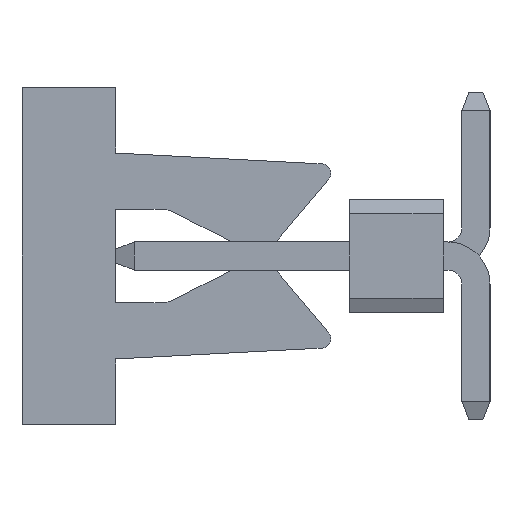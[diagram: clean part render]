
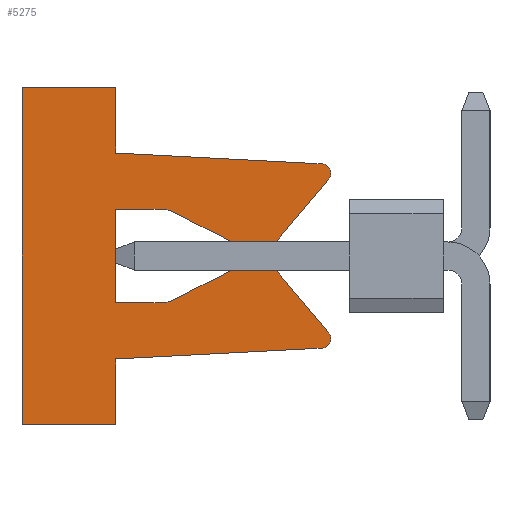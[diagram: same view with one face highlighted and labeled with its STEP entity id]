
A CAD part, left-side view. The second image highlights one B-rep face of the part: STEP entity #5275.
In plain terms, the highlighted planar face has unit normal (-1, 0, 0).
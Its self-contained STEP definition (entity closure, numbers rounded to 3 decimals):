
#5068=CARTESIAN_POINT('',(2.1,3.5,0.));
#5069=DIRECTION('',(0.,0.,-1.));
#5070=DIRECTION('',(-1.,-0.,-0.));
#5071=AXIS2_PLACEMENT_3D('',#5068,#5070,#5069);
#5072=PLANE('',#5071);
#5073=CARTESIAN_POINT('',(2.1,3.5,1.8));
#5074=VERTEX_POINT('',#5073);
#5075=CARTESIAN_POINT('',(2.1,4.5,1.8));
#5076=VERTEX_POINT('',#5075);
#5077=CARTESIAN_POINT('',(2.1,3.5,1.8));
#5078=DIRECTION('',(0.,1.,0.));
#5079=VECTOR('',#5078,1.);
#5080=LINE('',#5077,#5079);
#5081=EDGE_CURVE('',#5074,#5076,#5080,.T.);
#5082=ORIENTED_EDGE('',*,*,#5081,.T.);
#5083=CARTESIAN_POINT('',(2.1,4.5,-1.8));
#5084=VERTEX_POINT('',#5083);
#5085=CARTESIAN_POINT('',(2.1,4.5,1.8));
#5086=DIRECTION('',(0.,0.,-1.));
#5087=VECTOR('',#5086,3.6);
#5088=LINE('',#5085,#5087);
#5089=EDGE_CURVE('',#5076,#5084,#5088,.T.);
#5090=ORIENTED_EDGE('',*,*,#5089,.T.);
#5091=CARTESIAN_POINT('',(2.1,3.5,-1.8));
#5092=VERTEX_POINT('',#5091);
#5093=CARTESIAN_POINT('',(2.1,4.5,-1.8));
#5094=DIRECTION('',(0.,-1.,0.));
#5095=VECTOR('',#5094,1.);
#5096=LINE('',#5093,#5095);
#5097=EDGE_CURVE('',#5084,#5092,#5096,.T.);
#5098=ORIENTED_EDGE('',*,*,#5097,.T.);
#5099=CARTESIAN_POINT('',(2.1,3.5,-1.1));
#5100=VERTEX_POINT('',#5099);
#5101=CARTESIAN_POINT('',(2.1,3.5,-1.8));
#5102=DIRECTION('',(0.,0.,1.));
#5103=VECTOR('',#5102,0.7);
#5104=LINE('',#5101,#5103);
#5105=EDGE_CURVE('',#5092,#5100,#5104,.T.);
#5106=ORIENTED_EDGE('',*,*,#5105,.T.);
#5107=CARTESIAN_POINT('',(2.1,1.295,-0.984));
#5108=VERTEX_POINT('',#5107);
#5109=CARTESIAN_POINT('',(2.1,3.5,-1.1));
#5110=DIRECTION('',(0.,-0.999,0.052));
#5111=VECTOR('',#5110,2.208);
#5112=LINE('',#5109,#5111);
#5113=EDGE_CURVE('',#5100,#5108,#5112,.T.);
#5114=ORIENTED_EDGE('',*,*,#5113,.T.);
#5115=CARTESIAN_POINT('',(2.1,1.223,-0.82));
#5116=VERTEX_POINT('',#5115);
#5117=CARTESIAN_POINT('',(2.1,1.3,-0.885));
#5118=DIRECTION('',(0.,-0.052,-0.999));
#5119=DIRECTION('',(-1.,0.,0.));
#5120=AXIS2_PLACEMENT_3D('',#5117,#5119,#5118);
#5121=CIRCLE('',#5120,0.1);
#5122=EDGE_CURVE('',#5108,#5116,#5121,.T.);
#5123=ORIENTED_EDGE('',*,*,#5122,.T.);
#5124=CARTESIAN_POINT('',(2.1,1.759,-0.181));
#5125=VERTEX_POINT('',#5124);
#5126=CARTESIAN_POINT('',(2.1,1.223,-0.82));
#5127=DIRECTION('',(0.,0.643,0.766));
#5128=VECTOR('',#5127,0.834);
#5129=LINE('',#5126,#5128);
#5130=EDGE_CURVE('',#5116,#5125,#5129,.T.);
#5131=ORIENTED_EDGE('',*,*,#5130,.T.);
#5132=CARTESIAN_POINT('',(2.1,1.913,-0.11));
#5133=VERTEX_POINT('',#5132);
#5134=CARTESIAN_POINT('',(2.1,1.913,-0.31));
#5135=DIRECTION('',(0.,-0.766,0.643));
#5136=DIRECTION('',(-1.,0.,0.));
#5137=AXIS2_PLACEMENT_3D('',#5134,#5136,#5135);
#5138=CIRCLE('',#5137,0.2);
#5139=EDGE_CURVE('',#5125,#5133,#5138,.T.);
#5140=ORIENTED_EDGE('',*,*,#5139,.T.);
#5141=CARTESIAN_POINT('',(2.1,2.13,-0.11));
#5142=VERTEX_POINT('',#5141);
#5143=CARTESIAN_POINT('',(2.1,1.913,-0.11));
#5144=DIRECTION('',(0.,1.,0.));
#5145=VECTOR('',#5144,0.217);
#5146=LINE('',#5143,#5145);
#5147=EDGE_CURVE('',#5133,#5142,#5146,.T.);
#5148=ORIENTED_EDGE('',*,*,#5147,.T.);
#5149=CARTESIAN_POINT('',(2.1,2.221,-0.132));
#5150=VERTEX_POINT('',#5149);
#5151=CARTESIAN_POINT('',(2.1,2.13,-0.31));
#5152=DIRECTION('',(0.,0.,1.));
#5153=DIRECTION('',(-1.,0.,0.));
#5154=AXIS2_PLACEMENT_3D('',#5151,#5153,#5152);
#5155=CIRCLE('',#5154,0.2);
#5156=EDGE_CURVE('',#5142,#5150,#5155,.T.);
#5157=ORIENTED_EDGE('',*,*,#5156,.T.);
#5158=CARTESIAN_POINT('',(2.1,2.89,-0.473));
#5159=VERTEX_POINT('',#5158);
#5160=CARTESIAN_POINT('',(2.1,2.221,-0.132));
#5161=DIRECTION('',(0.,0.891,-0.454));
#5162=VECTOR('',#5161,0.751);
#5163=LINE('',#5160,#5162);
#5164=EDGE_CURVE('',#5150,#5159,#5163,.T.);
#5165=ORIENTED_EDGE('',*,*,#5164,.T.);
#5166=CARTESIAN_POINT('',(2.1,3.003,-0.5));
#5167=VERTEX_POINT('',#5166);
#5168=CARTESIAN_POINT('',(2.1,3.003,-0.25));
#5169=DIRECTION('',(0.,-0.454,-0.891));
#5170=DIRECTION('',(1.,0.,0.));
#5171=AXIS2_PLACEMENT_3D('',#5168,#5170,#5169);
#5172=CIRCLE('',#5171,0.25);
#5173=EDGE_CURVE('',#5159,#5167,#5172,.T.);
#5174=ORIENTED_EDGE('',*,*,#5173,.T.);
#5175=CARTESIAN_POINT('',(2.1,3.5,-0.5));
#5176=VERTEX_POINT('',#5175);
#5177=CARTESIAN_POINT('',(2.1,3.003,-0.5));
#5178=DIRECTION('',(0.,1.,0.));
#5179=VECTOR('',#5178,0.497);
#5180=LINE('',#5177,#5179);
#5181=EDGE_CURVE('',#5167,#5176,#5180,.T.);
#5182=ORIENTED_EDGE('',*,*,#5181,.T.);
#5183=CARTESIAN_POINT('',(2.1,3.5,0.5));
#5184=VERTEX_POINT('',#5183);
#5185=CARTESIAN_POINT('',(2.1,3.5,-0.5));
#5186=DIRECTION('',(0.,0.,1.));
#5187=VECTOR('',#5186,1.);
#5188=LINE('',#5185,#5187);
#5189=EDGE_CURVE('',#5176,#5184,#5188,.T.);
#5190=ORIENTED_EDGE('',*,*,#5189,.T.);
#5191=CARTESIAN_POINT('',(2.1,3.003,0.5));
#5192=VERTEX_POINT('',#5191);
#5193=CARTESIAN_POINT('',(2.1,3.5,0.5));
#5194=DIRECTION('',(0.,-1.,0.));
#5195=VECTOR('',#5194,0.497);
#5196=LINE('',#5193,#5195);
#5197=EDGE_CURVE('',#5184,#5192,#5196,.T.);
#5198=ORIENTED_EDGE('',*,*,#5197,.T.);
#5199=CARTESIAN_POINT('',(2.1,2.89,0.473));
#5200=VERTEX_POINT('',#5199);
#5201=CARTESIAN_POINT('',(2.1,3.003,0.25));
#5202=DIRECTION('',(0.,0.,1.));
#5203=DIRECTION('',(1.,0.,0.));
#5204=AXIS2_PLACEMENT_3D('',#5201,#5203,#5202);
#5205=CIRCLE('',#5204,0.25);
#5206=EDGE_CURVE('',#5192,#5200,#5205,.T.);
#5207=ORIENTED_EDGE('',*,*,#5206,.T.);
#5208=CARTESIAN_POINT('',(2.1,2.221,0.132));
#5209=VERTEX_POINT('',#5208);
#5210=CARTESIAN_POINT('',(2.1,2.89,0.473));
#5211=DIRECTION('',(0.,-0.891,-0.454));
#5212=VECTOR('',#5211,0.751);
#5213=LINE('',#5210,#5212);
#5214=EDGE_CURVE('',#5200,#5209,#5213,.T.);
#5215=ORIENTED_EDGE('',*,*,#5214,.T.);
#5216=CARTESIAN_POINT('',(2.1,2.13,0.11));
#5217=VERTEX_POINT('',#5216);
#5218=CARTESIAN_POINT('',(2.1,2.13,0.31));
#5219=DIRECTION('',(0.,0.454,-0.891));
#5220=DIRECTION('',(-1.,0.,0.));
#5221=AXIS2_PLACEMENT_3D('',#5218,#5220,#5219);
#5222=CIRCLE('',#5221,0.2);
#5223=EDGE_CURVE('',#5209,#5217,#5222,.T.);
#5224=ORIENTED_EDGE('',*,*,#5223,.T.);
#5225=CARTESIAN_POINT('',(2.1,1.913,0.11));
#5226=VERTEX_POINT('',#5225);
#5227=CARTESIAN_POINT('',(2.1,2.13,0.11));
#5228=DIRECTION('',(0.,-1.,0.));
#5229=VECTOR('',#5228,0.217);
#5230=LINE('',#5227,#5229);
#5231=EDGE_CURVE('',#5217,#5226,#5230,.T.);
#5232=ORIENTED_EDGE('',*,*,#5231,.T.);
#5233=CARTESIAN_POINT('',(2.1,1.759,0.181));
#5234=VERTEX_POINT('',#5233);
#5235=CARTESIAN_POINT('',(2.1,1.913,0.31));
#5236=DIRECTION('',(0.,0.,-1.));
#5237=DIRECTION('',(-1.,0.,0.));
#5238=AXIS2_PLACEMENT_3D('',#5235,#5237,#5236);
#5239=CIRCLE('',#5238,0.2);
#5240=EDGE_CURVE('',#5226,#5234,#5239,.T.);
#5241=ORIENTED_EDGE('',*,*,#5240,.T.);
#5242=CARTESIAN_POINT('',(2.1,1.223,0.82));
#5243=VERTEX_POINT('',#5242);
#5244=CARTESIAN_POINT('',(2.1,1.759,0.181));
#5245=DIRECTION('',(0.,-0.643,0.766));
#5246=VECTOR('',#5245,0.834);
#5247=LINE('',#5244,#5246);
#5248=EDGE_CURVE('',#5234,#5243,#5247,.T.);
#5249=ORIENTED_EDGE('',*,*,#5248,.T.);
#5250=CARTESIAN_POINT('',(2.1,1.295,0.984));
#5251=VERTEX_POINT('',#5250);
#5252=CARTESIAN_POINT('',(2.1,1.3,0.885));
#5253=DIRECTION('',(0.,-0.766,-0.643));
#5254=DIRECTION('',(-1.,0.,0.));
#5255=AXIS2_PLACEMENT_3D('',#5252,#5254,#5253);
#5256=CIRCLE('',#5255,0.1);
#5257=EDGE_CURVE('',#5243,#5251,#5256,.T.);
#5258=ORIENTED_EDGE('',*,*,#5257,.T.);
#5259=CARTESIAN_POINT('',(2.1,3.5,1.1));
#5260=VERTEX_POINT('',#5259);
#5261=CARTESIAN_POINT('',(2.1,1.295,0.984));
#5262=DIRECTION('',(0.,0.999,0.052));
#5263=VECTOR('',#5262,2.208);
#5264=LINE('',#5261,#5263);
#5265=EDGE_CURVE('',#5251,#5260,#5264,.T.);
#5266=ORIENTED_EDGE('',*,*,#5265,.T.);
#5267=CARTESIAN_POINT('',(2.1,3.5,1.1));
#5268=DIRECTION('',(0.,0.,1.));
#5269=VECTOR('',#5268,0.7);
#5270=LINE('',#5267,#5269);
#5271=EDGE_CURVE('',#5260,#5074,#5270,.T.);
#5272=ORIENTED_EDGE('',*,*,#5271,.T.);
#5273=EDGE_LOOP('',(#5082,#5090,#5098,#5106,#5114,#5123,#5131,#5140,#5148,#5157,#5165,#5174,#5182,#5190,#5198,#5207,#5215,#5224,#5232,#5241,#5249,#5258,#5266,#5272));
#5274=FACE_OUTER_BOUND('',#5273,.T.);
#5275=ADVANCED_FACE('',(#5274),#5072,.T.);
